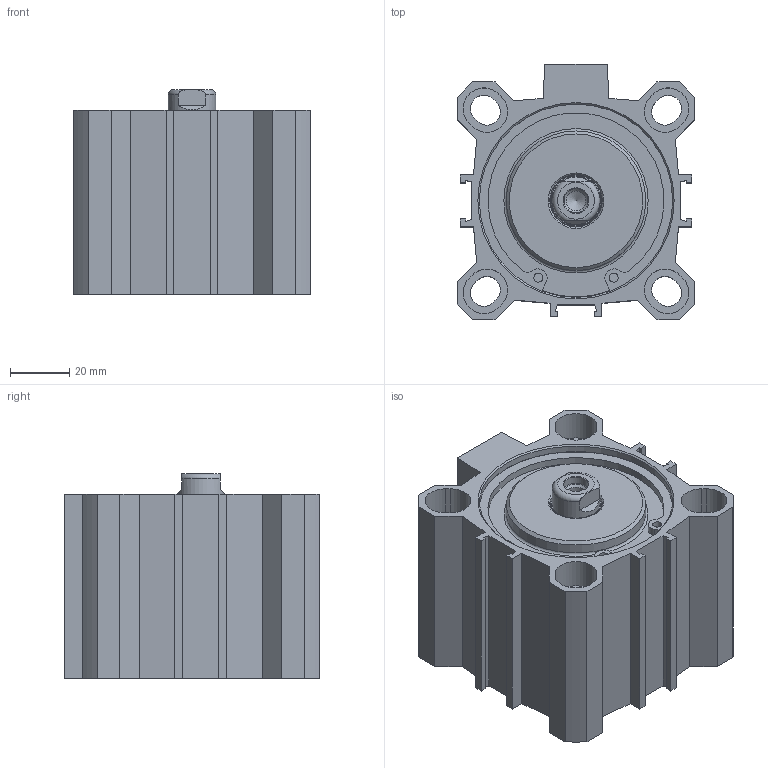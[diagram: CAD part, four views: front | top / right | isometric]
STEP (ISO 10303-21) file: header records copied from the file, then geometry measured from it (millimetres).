
FILE_DESCRIPTION((''),'2;1');
FILE_NAME('FSR063.025.GS.F.stp','2014-06-19T17:01:01',('carlo.corazza'),(''),'Autodesk Inventor 2012','Autodesk Inventor 2012','');
FILE_SCHEMA(('AUTOMOTIVE_DESIGN { 1 0 10303 214 1 1 1 1 }'));
Length unit declared in the file: millimetre
Products named in the file (5): FSR063..GS.F; CORPO-025; STELO-025; TA; TP
Assembly tree (4 placements, depth 2):
  FSR063..GS.F
    CORPO-025
    STELO-025
    TA
    TP
Bounding box: 80 x 86 x 69 mm (x, y, z)
Volume: 152533.5 mm3; surface area: 74792 mm2
Topology: 4 solids, 4 shells, 238 faces, 584 edges, 375 vertices
Faces by surface type: plane 129, cylinder 68, cone 30, torus 11
Full cylindrical faces by diameter (mm): 3 x4, 3.2 x2, 6.647 x2, 8.25 x1, 8.566 x2, 16 x1, 16.54 x1, 17.7 x1, 18 x1, 20.32 x1, 20.5 x1, 47 x2, 63 x1, 64.7 x4, 65.1 x2, 68.2 x2
Entity records: 7067 total; most frequent: CARTESIAN_POINT 1247, DIRECTION 1164, ORIENTED_EDGE 1008, EDGE_CURVE 504, AXIS2_PLACEMENT_3D 423, VERTEX_POINT 362, EDGE_LOOP 342, VECTOR 318
